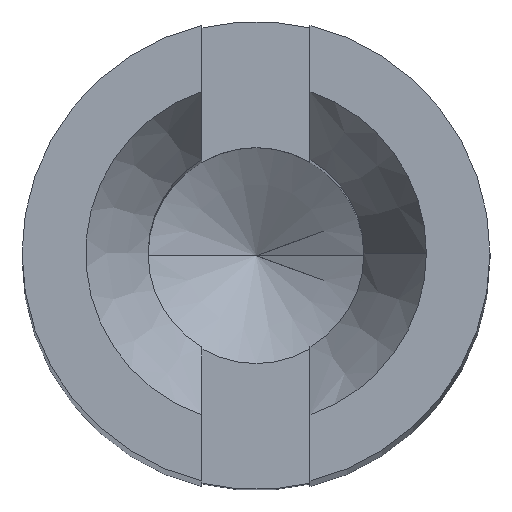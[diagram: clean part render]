
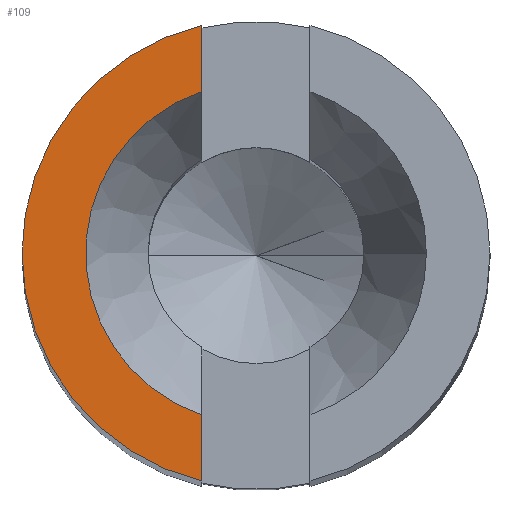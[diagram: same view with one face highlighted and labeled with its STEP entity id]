
A CAD part, top view. The second image highlights one B-rep face of the part: STEP entity #109.
In plain terms, the highlighted planar face has unit normal (0, 0, 1).
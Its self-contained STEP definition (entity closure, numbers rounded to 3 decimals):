
#38 = LINE ( 'NONE', #86, #583 ) ;
#86 = CARTESIAN_POINT ( 'NONE',  ( -0.075, -0.812, 2.25 ) ) ;
#95 = AXIS2_PLACEMENT_3D ( 'NONE', #998, #395, #303 ) ;
#109 = ADVANCED_FACE ( 'NONE', ( #147 ), #983, .T. ) ;
#110 = EDGE_CURVE ( 'NONE', #128, #383, #605, .T. ) ;
#128 = VERTEX_POINT ( 'NONE', #310 ) ;
#147 = FACE_OUTER_BOUND ( 'NONE', #591, .T. ) ;
#215 = ORIENTED_EDGE ( 'NONE', *, *, #863, .T. ) ;
#224 = CARTESIAN_POINT ( 'NONE',  ( -0.075, -0.812, 2.25 ) ) ;
#240 = ORIENTED_EDGE ( 'NONE', *, *, #629, .T. ) ;
#303 = DIRECTION ( 'NONE',  ( 1., 0., 0. ) ) ;
#310 = CARTESIAN_POINT ( 'NONE',  ( -0.325, 0., 2.25 ) ) ;
#315 = DIRECTION ( 'NONE',  ( 0., 0., 1. ) ) ;
#319 = VERTEX_POINT ( 'NONE', #976 ) ;
#371 = EDGE_CURVE ( 'NONE', #319, #633, #658, .T. ) ;
#372 = DIRECTION ( 'NONE',  ( 1., 0., 0. ) ) ;
#383 = VERTEX_POINT ( 'NONE', #541 ) ;
#390 = AXIS2_PLACEMENT_3D ( 'NONE', #819, #315, #917 ) ;
#395 = DIRECTION ( 'NONE',  ( 0., 0., 1. ) ) ;
#406 = CARTESIAN_POINT ( 'NONE',  ( -0.075, -0.224, 2.25 ) ) ;
#409 = VECTOR ( 'NONE', #806, 1000. ) ;
#478 = CARTESIAN_POINT ( 'NONE',  ( 0., 0., 2.25 ) ) ;
#541 = CARTESIAN_POINT ( 'NONE',  ( -0.075, -0.316, 2.25 ) ) ;
#559 = DIRECTION ( 'NONE',  ( 0., 0., 1. ) ) ;
#583 = VECTOR ( 'NONE', #852, 1000. ) ;
#591 = EDGE_LOOP ( 'NONE', ( #990, #215, #1014, #1013, #240 ) ) ;
#605 = CIRCLE ( 'NONE', #390, 0.325 ) ;
#625 = CIRCLE ( 'NONE', #687, 0.237 ) ;
#629 = EDGE_CURVE ( 'NONE', #758, #633, #625, .T. ) ;
#633 = VERTEX_POINT ( 'NONE', #785 ) ;
#648 = CARTESIAN_POINT ( 'NONE',  ( 0., 0., 2.25 ) ) ;
#658 = LINE ( 'NONE', #224, #409 ) ;
#687 = AXIS2_PLACEMENT_3D ( 'NONE', #648, #1060, #372 ) ;
#706 = CIRCLE ( 'NONE', #95, 0.325 ) ;
#752 = AXIS2_PLACEMENT_3D ( 'NONE', #478, #559, #1068 ) ;
#758 = VERTEX_POINT ( 'NONE', #406 ) ;
#785 = CARTESIAN_POINT ( 'NONE',  ( -0.075, 0.224, 2.25 ) ) ;
#806 = DIRECTION ( 'NONE',  ( 0., -1., 0. ) ) ;
#819 = CARTESIAN_POINT ( 'NONE',  ( 0., 0., 2.25 ) ) ;
#852 = DIRECTION ( 'NONE',  ( 0., -1., 0. ) ) ;
#863 = EDGE_CURVE ( 'NONE', #319, #128, #706, .T. ) ;
#917 = DIRECTION ( 'NONE',  ( 1., 0., 0. ) ) ;
#976 = CARTESIAN_POINT ( 'NONE',  ( -0.075, 0.316, 2.25 ) ) ;
#983 = PLANE ( 'NONE',  #752 ) ;
#990 = ORIENTED_EDGE ( 'NONE', *, *, #371, .F. ) ;
#998 = CARTESIAN_POINT ( 'NONE',  ( 0., 0., 2.25 ) ) ;
#1013 = ORIENTED_EDGE ( 'NONE', *, *, #1039, .F. ) ;
#1014 = ORIENTED_EDGE ( 'NONE', *, *, #110, .T. ) ;
#1039 = EDGE_CURVE ( 'NONE', #758, #383, #38, .T. ) ;
#1060 = DIRECTION ( 'NONE',  ( 0., 0., -1. ) ) ;
#1068 = DIRECTION ( 'NONE',  ( 1., 0., 0. ) ) ;
